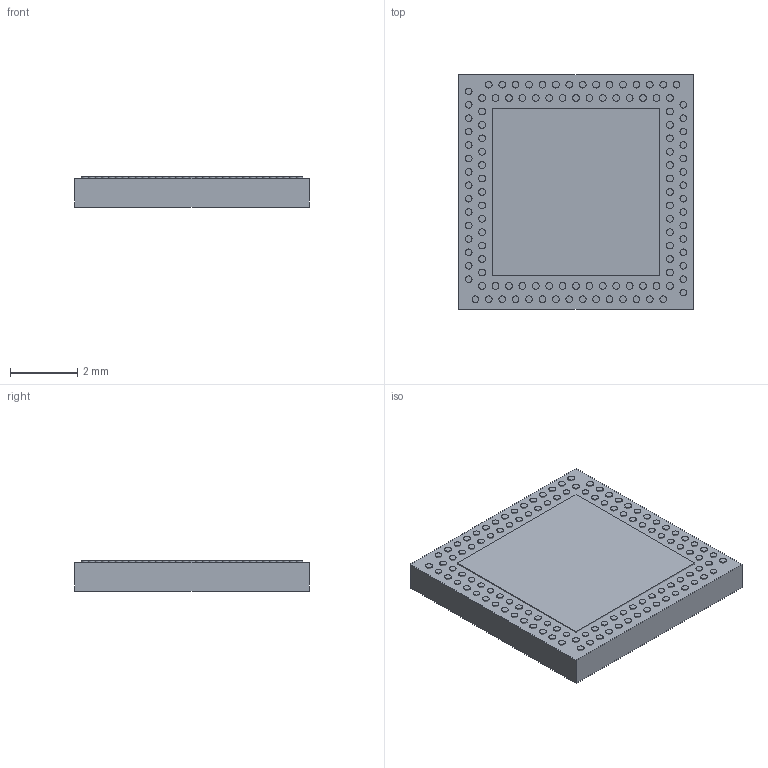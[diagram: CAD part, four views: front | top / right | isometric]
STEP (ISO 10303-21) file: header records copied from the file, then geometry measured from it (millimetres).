
FILE_DESCRIPTION( ( '' ), ' ' );
FILE_NAME( '5bfd2ef93532bf15e32b56bc.step', '2018-11-27T11:48:10', ( '' ), ( '' ), ' ', ' ', ' ' );
FILE_SCHEMA( ( 'AUTOMOTIVE_DESIGN { 1 0 10303 214 1 1 1 1 }' ) );
Length unit declared in the file: metre
Products named in the file (2): Part 2; Part 1
Bounding box: 7 x 7 x 0.9 mm (x, y, z)
Surface area: 225 mm2
Topology: 2 solids, 2 shells, 251 faces, 387 edges, 258 vertices
Faces by surface type: plane 134, cylinder 117
Full cylindrical faces by diameter (mm): 0.2 x116, 0.4 x1
Entity records: 7164 total; most frequent: DIRECTION 1010, CARTESIAN_POINT 781, ORIENTED_EDGE 540, AXIS2_PLACEMENT_3D 487, EDGE_LOOP 486, FACE_OUTER_BOUND 368, EDGE_CURVE 270, VERTEX_POINT 258
